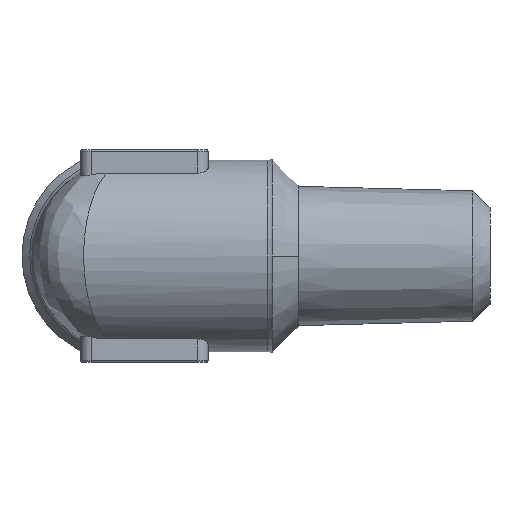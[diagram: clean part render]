
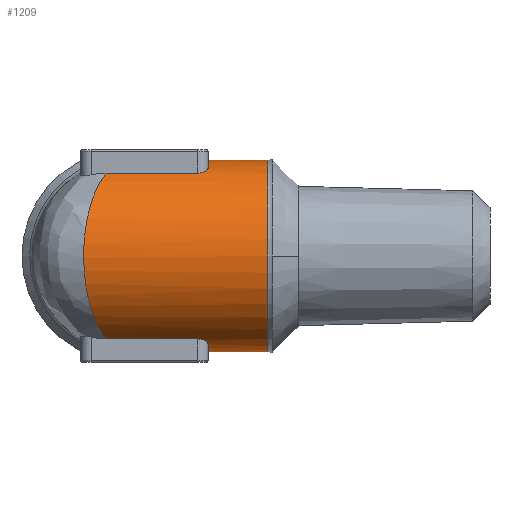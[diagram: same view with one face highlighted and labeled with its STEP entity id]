
A CAD part, left-side view. The second image highlights one B-rep face of the part: STEP entity #1209.
In plain terms, the highlighted cylindrical face has radius 4.5 mm (diameter 9 mm), a partial arc.
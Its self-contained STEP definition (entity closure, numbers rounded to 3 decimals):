
#83 = DIRECTION ( 'NONE',  ( 0., -1., 0. ) ) ;
#84 = VECTOR ( 'NONE', #83, 1000. ) ;
#85 = DIRECTION ( 'NONE',  ( 0., 0., -1. ) ) ;
#86 = DIRECTION ( 'NONE',  ( 0., -1., 0. ) ) ;
#87 = CARTESIAN_POINT ( 'NONE',  ( 0., 12.728, -4.5 ) ) ;
#88 = LINE ( 'NONE', #87, #84 ) ;
#98 = CARTESIAN_POINT ( 'NONE',  ( 0., 12.728, 0. ) ) ;
#99 = AXIS2_PLACEMENT_3D ( 'NONE', #98, #86, #85 ) ;
#100 = CYLINDRICAL_SURFACE ( 'NONE', #99, 4.5 ) ;
#101 = FACE_OUTER_BOUND ( 'NONE', #1160, .T. ) ;
#102 = CARTESIAN_POINT ( 'NONE',  ( -1.75, -3.75, 4.146 ) ) ;
#114 = CARTESIAN_POINT ( 'NONE',  ( -2.25, 1.05, 3.897 ) ) ;
#115 = CARTESIAN_POINT ( 'NONE',  ( -2.189, -3.523, -3.933 ) ) ;
#116 = CARTESIAN_POINT ( 'NONE',  ( -2.002, -3.7, -4.031 ) ) ;
#117 = CARTESIAN_POINT ( 'NONE',  ( -1.878, -3.75, -4.092 ) ) ;
#118 = CARTESIAN_POINT ( 'NONE',  ( -1.75, -3.75, -4.146 ) ) ;
#125 = DIRECTION ( 'NONE',  ( -1., 0., 0. ) ) ;
#126 = DIRECTION ( 'NONE',  ( 0., 1., 0. ) ) ;
#127 = CARTESIAN_POINT ( 'NONE',  ( 0., -3.75, 0. ) ) ;
#128 = AXIS2_PLACEMENT_3D ( 'NONE', #127, #126, #125 ) ;
#129 = CIRCLE ( 'NONE', #128, 4.5 ) ;
#130 = CARTESIAN_POINT ( 'NONE',  ( -2.25, -3.25, -3.897 ) ) ;
#131 = CARTESIAN_POINT ( 'NONE',  ( -2.25, -3.39, -3.897 ) ) ;
#132 = VECTOR ( 'NONE', #133, 1000. ) ;
#133 = DIRECTION ( 'NONE',  ( 0., -1., 0. ) ) ;
#134 = LINE ( 'NONE', #150, #132 ) ;
#150 = CARTESIAN_POINT ( 'NONE',  ( -2.25, 12.728, 3.897 ) ) ;
#151 = B_SPLINE_CURVE_WITH_KNOTS ( 'NONE', 3,
 ( #118, #117, #116, #115, #131, #130 ),
 .UNSPECIFIED., .F., .F.,
 ( 4, 2, 4 ),
 ( 0.002, 0.003, 0.003 ),
 .UNSPECIFIED. ) ;
#152 = CARTESIAN_POINT ( 'NONE',  ( -2.25, -3.25, 3.897 ) ) ;
#961 = VERTEX_POINT ( 'NONE', #3035 ) ;
#974 = EDGE_CURVE ( 'NONE', #961, #1008, #3053, .T. ) ;
#1008 = VERTEX_POINT ( 'NONE', #3136 ) ;
#1017 = VERTEX_POINT ( 'NONE', #3127 ) ;
#1039 = VERTEX_POINT ( 'NONE', #3199 ) ;
#1043 = VERTEX_POINT ( 'NONE', #3170 ) ;
#1077 = EDGE_CURVE ( 'NONE', #1204, #1043, #3168, .T. ) ;
#1117 = VERTEX_POINT ( 'NONE', #3316 ) ;
#1119 = ORIENTED_EDGE ( 'NONE', *, *, #1153, .F. ) ;
#1148 = ORIENTED_EDGE ( 'NONE', *, *, #974, .T. ) ;
#1150 = VERTEX_POINT ( 'NONE', #3417 ) ;
#1151 = EDGE_CURVE ( 'NONE', #1218, #1208, #3362, .T. ) ;
#1153 = EDGE_CURVE ( 'NONE', #1208, #1017, #3426, .T. ) ;
#1157 = EDGE_CURVE ( 'NONE', #1017, #1008, #3412, .T. ) ;
#1160 = EDGE_LOOP ( 'NONE', ( #1211, #1119, #1212, #1216, #1161, #1162, #1164, #1220, #1222, #1148 ) ) ;
#1161 = ORIENTED_EDGE ( 'NONE', *, *, #1077, .T. ) ;
#1162 = ORIENTED_EDGE ( 'NONE', *, *, #1163, .F. ) ;
#1163 = EDGE_CURVE ( 'NONE', #1150, #1043, #3398, .T. ) ;
#1164 = ORIENTED_EDGE ( 'NONE', *, *, #1219, .F. ) ;
#1204 = VERTEX_POINT ( 'NONE', #114 ) ;
#1208 = VERTEX_POINT ( 'NONE', #102 ) ;
#1209 = ADVANCED_FACE ( 'NONE', ( #101 ), #100, .T. ) ;
#1211 = ORIENTED_EDGE ( 'NONE', *, *, #1157, .F. ) ;
#1212 = ORIENTED_EDGE ( 'NONE', *, *, #1151, .F. ) ;
#1214 = EDGE_CURVE ( 'NONE', #1039, #961, #88, .T. ) ;
#1216 = ORIENTED_EDGE ( 'NONE', *, *, #1217, .F. ) ;
#1217 = EDGE_CURVE ( 'NONE', #1204, #1218, #134, .T. ) ;
#1218 = VERTEX_POINT ( 'NONE', #152 ) ;
#1219 = EDGE_CURVE ( 'NONE', #1117, #1150, #151, .T. ) ;
#1220 = ORIENTED_EDGE ( 'NONE', *, *, #1221, .F. ) ;
#1221 = EDGE_CURVE ( 'NONE', #1039, #1117, #129, .T. ) ;
#1222 = ORIENTED_EDGE ( 'NONE', *, *, #1214, .T. ) ;
#3035 = CARTESIAN_POINT ( 'NONE',  ( 0., -6.543, -4.5 ) ) ;
#3048 = DIRECTION ( 'NONE',  ( 0., 0., 1. ) ) ;
#3049 = DIRECTION ( 'NONE',  ( 0., 1., 0. ) ) ;
#3050 = CARTESIAN_POINT ( 'NONE',  ( 0., -6.543, 0. ) ) ;
#3051 = AXIS2_PLACEMENT_3D ( 'NONE', #3050, #3049, #3048 ) ;
#3053 = CIRCLE ( 'NONE', #3051, 4.5 ) ;
#3127 = CARTESIAN_POINT ( 'NONE',  ( 0., -3.75, 4.5 ) ) ;
#3136 = CARTESIAN_POINT ( 'NONE',  ( 0., -6.543, 4.5 ) ) ;
#3168 =( BOUNDED_CURVE ( )  B_SPLINE_CURVE ( 3, ( #3228, #3227, #3226, #3225 ),
 .UNSPECIFIED., .F., .T. ) 
 B_SPLINE_CURVE_WITH_KNOTS ( ( 4, 4 ),
 ( 2.094, 4.189 ),
 .UNSPECIFIED. ) 
 CURVE ( )  GEOMETRIC_REPRESENTATION_ITEM ( )  RATIONAL_B_SPLINE_CURVE ( ( 1., 0.667, 0.667, 1. ) ) 
 REPRESENTATION_ITEM ( '' )  );
#3170 = CARTESIAN_POINT ( 'NONE',  ( -2.25, 1.05, -3.897 ) ) ;
#3199 = CARTESIAN_POINT ( 'NONE',  ( 0., -3.75, -4.5 ) ) ;
#3225 = CARTESIAN_POINT ( 'NONE',  ( -2.25, 1.05, -3.897 ) ) ;
#3226 = CARTESIAN_POINT ( 'NONE',  ( -5.625, 2.625, -1.949 ) ) ;
#3227 = CARTESIAN_POINT ( 'NONE',  ( -5.625, 2.625, 1.949 ) ) ;
#3228 = CARTESIAN_POINT ( 'NONE',  ( -2.25, 1.05, 3.897 ) ) ;
#3316 = CARTESIAN_POINT ( 'NONE',  ( -1.75, -3.75, -4.146 ) ) ;
#3348 = DIRECTION ( 'NONE',  ( 0., 1., 0. ) ) ;
#3349 = CARTESIAN_POINT ( 'NONE',  ( 0., -3.75, 0. ) ) ;
#3350 = CARTESIAN_POINT ( 'NONE',  ( -1.75, -3.75, 4.146 ) ) ;
#3351 = CARTESIAN_POINT ( 'NONE',  ( -1.878, -3.75, 4.092 ) ) ;
#3361 = AXIS2_PLACEMENT_3D ( 'NONE', #3349, #3348, #3383 ) ;
#3362 = B_SPLINE_CURVE_WITH_KNOTS ( 'NONE', 3,
 ( #3425, #3424, #3423, #3422, #3351, #3350 ),
 .UNSPECIFIED., .F., .F.,
 ( 4, 2, 4 ),
 ( 0., 0., 0.001 ),
 .UNSPECIFIED. ) ;
#3383 = DIRECTION ( 'NONE',  ( -1., 0., 0. ) ) ;
#3395 = DIRECTION ( 'NONE',  ( 0., 1., 0. ) ) ;
#3396 = VECTOR ( 'NONE', #3395, 1000. ) ;
#3397 = CARTESIAN_POINT ( 'NONE',  ( -2.25, 12.728, -3.897 ) ) ;
#3398 = LINE ( 'NONE', #3397, #3396 ) ;
#3409 = DIRECTION ( 'NONE',  ( 0., -1., 0. ) ) ;
#3410 = VECTOR ( 'NONE', #3409, 1000. ) ;
#3411 = CARTESIAN_POINT ( 'NONE',  ( 0., 12.728, 4.5 ) ) ;
#3412 = LINE ( 'NONE', #3411, #3410 ) ;
#3417 = CARTESIAN_POINT ( 'NONE',  ( -2.25, -3.25, -3.897 ) ) ;
#3422 = CARTESIAN_POINT ( 'NONE',  ( -2.002, -3.701, 4.032 ) ) ;
#3423 = CARTESIAN_POINT ( 'NONE',  ( -2.189, -3.522, 3.933 ) ) ;
#3424 = CARTESIAN_POINT ( 'NONE',  ( -2.25, -3.39, 3.897 ) ) ;
#3425 = CARTESIAN_POINT ( 'NONE',  ( -2.25, -3.25, 3.897 ) ) ;
#3426 = CIRCLE ( 'NONE', #3361, 4.5 ) ;
